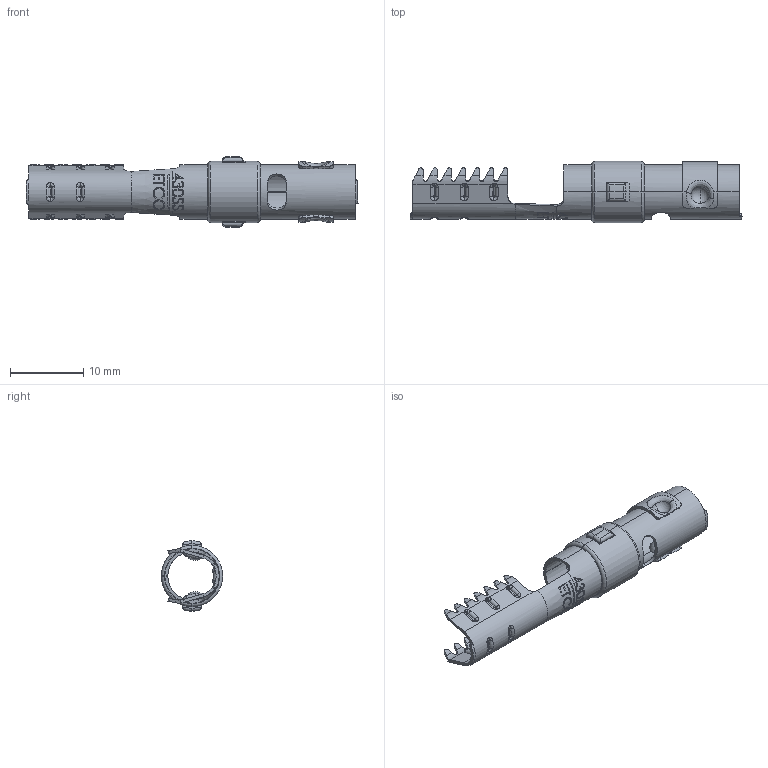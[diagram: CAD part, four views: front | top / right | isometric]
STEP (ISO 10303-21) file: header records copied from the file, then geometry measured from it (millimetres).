
FILE_DESCRIPTION (( 'STEP AP203' ), '1' );
FILE_NAME ('SP5.STEP', '2019-11-05T20:05:58', ( 'tempuser' ), ( 'Microsoft' ), 'SwSTEP 2.0', 'SolidWorks 2019', '' );
FILE_SCHEMA (( 'CONFIG_CONTROL_DESIGN' ));
Length unit declared in the file: inch
Products named in the file (3): SP5_SP5 without carrier; SCA4 expanded for mating_SCA4-B; SP5
Assembly tree (2 placements, depth 2):
  SP5
    SP5_SP5 without carrier
    SCA4 expanded for mating_SCA4-B
Bounding box: 45.21 x 8.36 x 9.56 mm (x, y, z)
Volume: 357.7 mm3; surface area: 1878.9 mm2
Topology: 2 solids, 2 shells, 631 faces, 1659 edges, 1040 vertices
Faces by surface type: bspline 211, cylinder 145, plane 139, torus 88, sphere 40, cone 8
Entity records: 32322 total; most frequent: CARTESIAN_POINT 18191, ORIENTED_EDGE 3318, DIRECTION 2296, EDGE_CURVE 1659, VERTEX_POINT 1040, AXIS2_PLACEMENT_3D 946, B_SPLINE_CURVE_WITH_KNOTS 718, EDGE_LOOP 645
